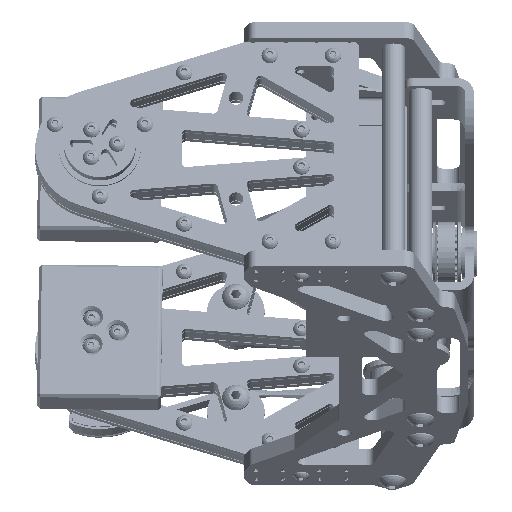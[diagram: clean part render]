
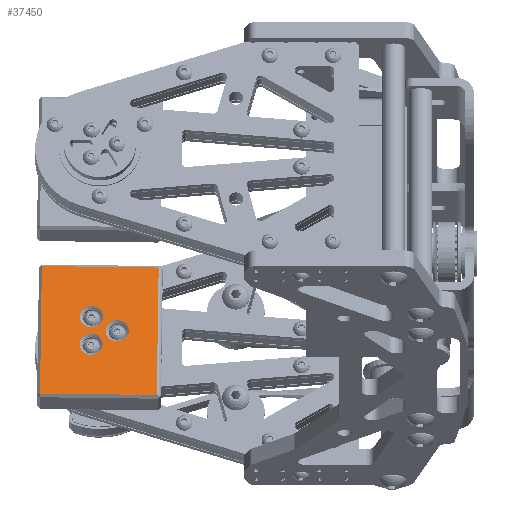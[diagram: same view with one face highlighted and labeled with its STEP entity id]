
A CAD part, left-side view. The second image highlights one B-rep face of the part: STEP entity #37450.
In plain terms, the highlighted face is planar.
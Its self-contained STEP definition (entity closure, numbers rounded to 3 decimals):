
#2069=FACE_BOUND('',#6775,.T.);
#2070=FACE_BOUND('',#6776,.T.);
#2071=FACE_BOUND('',#6777,.T.);
#2761=PLANE('',#41060);
#4305=FACE_OUTER_BOUND('',#6774,.T.);
#6774=EDGE_LOOP('',(#30733,#30734,#30735,#30736));
#6775=EDGE_LOOP('',(#30737));
#6776=EDGE_LOOP('',(#30738));
#6777=EDGE_LOOP('',(#30739));
#9730=LINE('',#61669,#12611);
#9731=LINE('',#61673,#12612);
#9735=LINE('',#61681,#12616);
#9736=LINE('',#61682,#12617);
#12611=VECTOR('',#49723,10.);
#12612=VECTOR('',#49728,10.);
#12616=VECTOR('',#49734,10.);
#12617=VECTOR('',#49735,10.);
#14626=CIRCLE('',#41061,4.);
#14627=CIRCLE('',#41062,4.);
#14628=CIRCLE('',#41063,4.);
#17574=VERTEX_POINT('',#61666);
#17575=VERTEX_POINT('',#61668);
#17576=VERTEX_POINT('',#61672);
#17579=VERTEX_POINT('',#61680);
#17580=VERTEX_POINT('',#61683);
#17581=VERTEX_POINT('',#61685);
#17582=VERTEX_POINT('',#61687);
#22187=EDGE_CURVE('',#17574,#17575,#9730,.T.);
#22189=EDGE_CURVE('',#17575,#17576,#9731,.T.);
#22193=EDGE_CURVE('',#17579,#17574,#9735,.T.);
#22194=EDGE_CURVE('',#17576,#17579,#9736,.T.);
#22195=EDGE_CURVE('',#17580,#17580,#14626,.T.);
#22196=EDGE_CURVE('',#17581,#17581,#14627,.T.);
#22197=EDGE_CURVE('',#17582,#17582,#14628,.T.);
#30733=ORIENTED_EDGE('',*,*,#22187,.F.);
#30734=ORIENTED_EDGE('',*,*,#22193,.F.);
#30735=ORIENTED_EDGE('',*,*,#22194,.F.);
#30736=ORIENTED_EDGE('',*,*,#22189,.F.);
#30737=ORIENTED_EDGE('',*,*,#22195,.F.);
#30738=ORIENTED_EDGE('',*,*,#22196,.F.);
#30739=ORIENTED_EDGE('',*,*,#22197,.F.);
#37450=ADVANCED_FACE('',(#4305,#2069,#2070,#2071),#2761,.F.);
#41060=AXIS2_PLACEMENT_3D('',#61679,#49732,#49733);
#41061=AXIS2_PLACEMENT_3D('',#61684,#49736,#49737);
#41062=AXIS2_PLACEMENT_3D('',#61686,#49738,#49739);
#41063=AXIS2_PLACEMENT_3D('',#61688,#49740,#49741);
#49723=DIRECTION('',(-1.,0.,0.));
#49728=DIRECTION('',(0.,0.,1.));
#49732=DIRECTION('center_axis',(0.,1.,0.));
#49733=DIRECTION('ref_axis',(1.,0.,0.));
#49734=DIRECTION('',(0.,0.,-1.));
#49735=DIRECTION('',(1.,0.,0.));
#49736=DIRECTION('center_axis',(0.,-1.,0.));
#49737=DIRECTION('ref_axis',(1.,0.,0.));
#49738=DIRECTION('center_axis',(0.,-1.,0.));
#49739=DIRECTION('ref_axis',(1.,0.,0.));
#49740=DIRECTION('center_axis',(0.,-1.,0.));
#49741=DIRECTION('ref_axis',(1.,0.,0.));
#61666=CARTESIAN_POINT('',(24.,0.,-20.086));
#61668=CARTESIAN_POINT('',(-24.,0.,-20.086));
#61669=CARTESIAN_POINT('',(6.25,0.,-20.086));
#61672=CARTESIAN_POINT('',(-24.,0.,20.5));
#61673=CARTESIAN_POINT('',(-24.,0.,-10.75));
#61679=CARTESIAN_POINT('Origin',(0.,0.,0.));
#61680=CARTESIAN_POINT('',(24.,0.,20.5));
#61681=CARTESIAN_POINT('',(24.,0.,10.75));
#61682=CARTESIAN_POINT('',(-12.5,0.,20.5));
#61683=CARTESIAN_POINT('',(1.196,0.,3.));
#61684=CARTESIAN_POINT('Origin',(5.196,0.,3.));
#61685=CARTESIAN_POINT('',(-9.196,0.,3.));
#61686=CARTESIAN_POINT('Origin',(-5.196,0.,3.));
#61687=CARTESIAN_POINT('',(-4.,0.,-6.));
#61688=CARTESIAN_POINT('Origin',(0.,0.,-6.));
